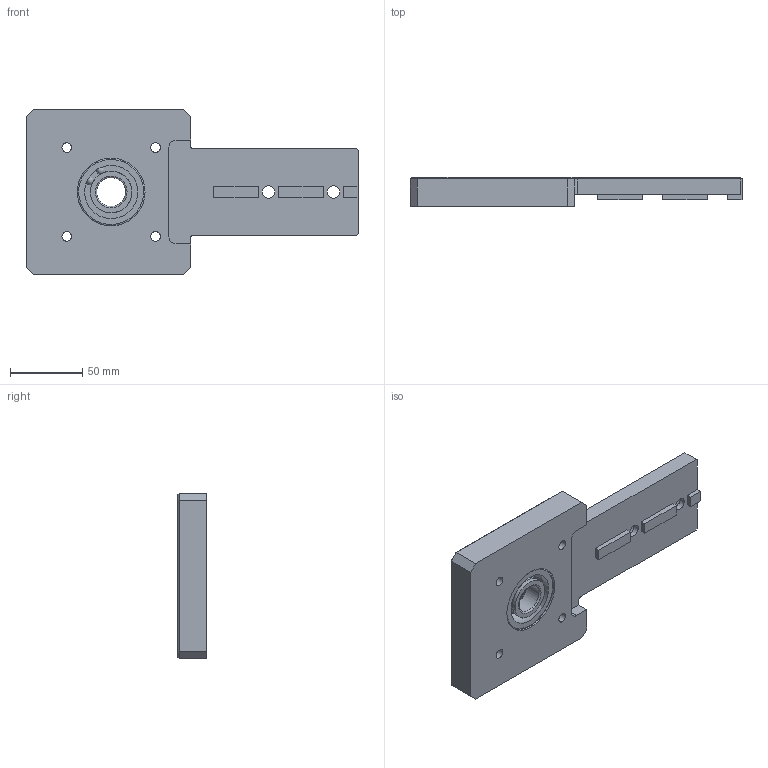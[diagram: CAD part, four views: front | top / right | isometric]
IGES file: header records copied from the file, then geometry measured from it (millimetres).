
Global section: file name: 906002.stp.ipt; native system: Autodesk Inventor 2014; preprocessor: unknown; author: zeman; date: 20151020.100320; units: millimetre
Bounding box: 230 x 20 x 115 mm (x, y, z)
Volume: 314718.9 mm3; surface area: 64169.1 mm2
Topology: 7 solids, 7 shells, 87 faces, 233 edges, 158 vertices
Faces by surface type: plane 54, revolution 24, cylinder 4, sphere 4, bspline 1
Full cylindrical faces by diameter (mm): 28.802 x3, 47 x1
